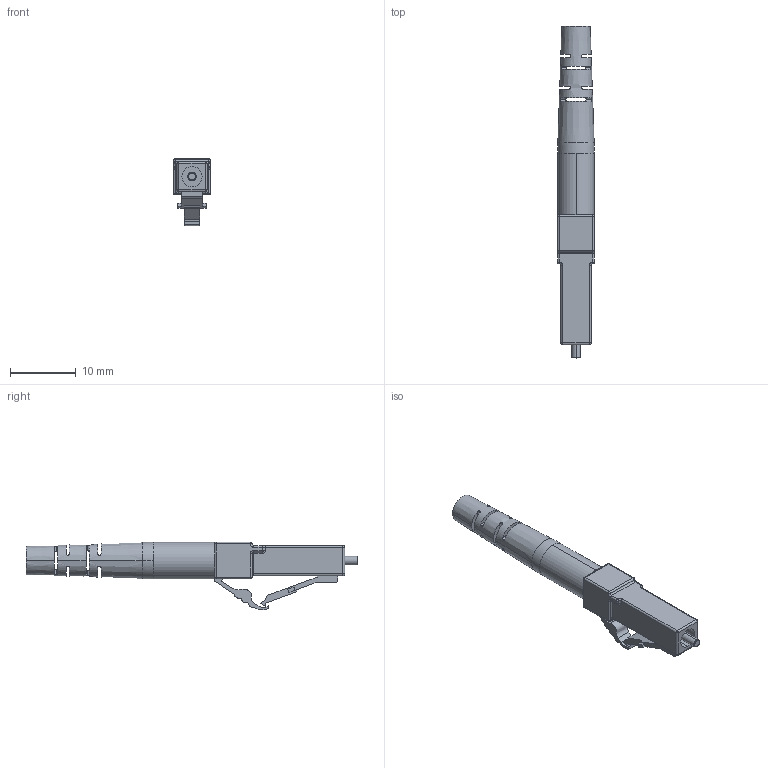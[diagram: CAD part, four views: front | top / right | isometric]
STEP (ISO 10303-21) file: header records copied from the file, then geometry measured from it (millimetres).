
FILE_DESCRIPTION (( 'STEP AP214' ), '1' );
FILE_NAME ('FOC-LCSMS16.STEP', '2020-02-26T15:21:27', ( '' ), ( '' ), 'SwSTEP 2.0', 'SolidWorks 2018', '' );
FILE_SCHEMA (( 'AUTOMOTIVE_DESIGN' ));
Length unit declared in the file: inch
Products named in the file (3): FOC-LCSMS16; 1AF02-003-MA1; 1AF02-003-MA2
Assembly tree (2 placements, depth 2):
  FOC-LCSMS16
    1AF02-003-MA1
    1AF02-003-MA2
Bounding box: 5.59 x 50.55 x 10.28 mm (x, y, z)
Volume: 805.4 mm3; surface area: 1614.9 mm2
Topology: 3 solids, 3 shells, 229 faces, 596 edges, 352 vertices
Faces by surface type: cylinder 106, plane 76, sphere 22, torus 18, cone 6, bspline 1
Entity records: 7449 total; most frequent: CARTESIAN_POINT 1505, DIRECTION 1210, ORIENTED_EDGE 1148, EDGE_CURVE 574, AXIS2_PLACEMENT_3D 469, VERTEX_POINT 352, LINE 272, VECTOR 272
